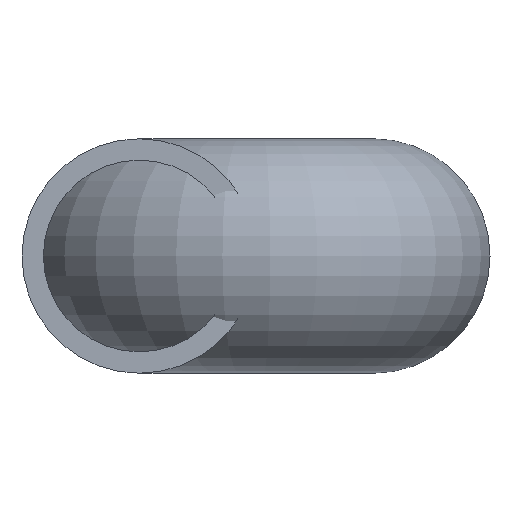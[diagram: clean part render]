
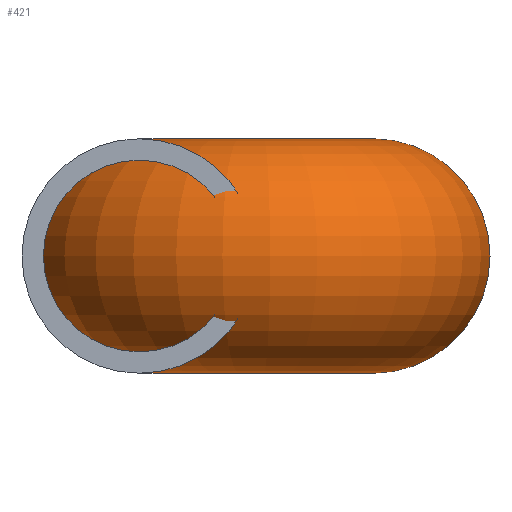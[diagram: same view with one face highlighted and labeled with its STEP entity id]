
A CAD part, front view. The second image highlights one B-rep face of the part: STEP entity #421.
In plain terms, the highlighted toroidal (fillet/blend) face has major radius 62.5 mm and minor radius 62.5 mm.
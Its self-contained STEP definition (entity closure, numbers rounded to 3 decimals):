
#2 = DIRECTION ( 'NONE',  ( 0., 0., 1. ) ) ;
#7 = TOROIDAL_SURFACE ( 'NONE', #10, 62.5, 62.5 ) ;
#8 = AXIS2_PLACEMENT_3D ( 'NONE', #280, #399, #105 ) ;
#10 = AXIS2_PLACEMENT_3D ( 'NONE', #343, #38, #179 ) ;
#19 = CIRCLE ( 'NONE', #8, 62.5 ) ;
#26 = EDGE_CURVE ( 'NONE', #231, #117, #244, .T. ) ;
#38 = DIRECTION ( 'NONE',  ( 0., 0., -1. ) ) ;
#39 = EDGE_CURVE ( 'NONE', #231, #92, #233, .T. ) ;
#62 = CARTESIAN_POINT ( 'NONE',  ( 18.306, 157.306, 0. ) ) ;
#88 = CARTESIAN_POINT ( 'NONE',  ( -25.888, 201.5, 0. ) ) ;
#92 = VERTEX_POINT ( 'NONE', #324 ) ;
#100 = EDGE_CURVE ( 'NONE', #117, #231, #196, .T. ) ;
#105 = DIRECTION ( 'NONE',  ( 0., 0., 1. ) ) ;
#117 = VERTEX_POINT ( 'NONE', #88 ) ;
#125 = ORIENTED_EDGE ( 'NONE', *, *, #26, .F. ) ;
#153 = CARTESIAN_POINT ( 'NONE',  ( 18.306, 157.306, 0. ) ) ;
#158 = ORIENTED_EDGE ( 'NONE', *, *, #100, .F. ) ;
#162 = CARTESIAN_POINT ( 'NONE',  ( 62.5, 113.112, 0. ) ) ;
#178 = DIRECTION ( 'NONE',  ( 0., 1., 0. ) ) ;
#179 = DIRECTION ( 'NONE',  ( -1., 0., 0. ) ) ;
#195 = AXIS2_PLACEMENT_3D ( 'NONE', #153, #295, #411 ) ;
#196 = CIRCLE ( 'NONE', #195, 62.5 ) ;
#203 = DIRECTION ( 'NONE',  ( 0.707, 0.707, 0. ) ) ;
#225 = AXIS2_PLACEMENT_3D ( 'NONE', #281, #178, #2 ) ;
#231 = VERTEX_POINT ( 'NONE', #162 ) ;
#233 = CIRCLE ( 'NONE', #225, 62.5 ) ;
#243 = AXIS2_PLACEMENT_3D ( 'NONE', #62, #203, #335 ) ;
#244 = CIRCLE ( 'NONE', #243, 62.5 ) ;
#263 = ORIENTED_EDGE ( 'NONE', *, *, #395, .T. ) ;
#280 = CARTESIAN_POINT ( 'NONE',  ( 0., 113.112, 0. ) ) ;
#281 = CARTESIAN_POINT ( 'NONE',  ( 0., 113.112, 0. ) ) ;
#295 = DIRECTION ( 'NONE',  ( 0.707, 0.707, 0. ) ) ;
#324 = CARTESIAN_POINT ( 'NONE',  ( -62.5, 113.112, 0. ) ) ;
#326 = EDGE_LOOP ( 'NONE', ( #125, #405, #263, #158 ) ) ;
#335 = DIRECTION ( 'NONE',  ( 0., 0., 1. ) ) ;
#343 = CARTESIAN_POINT ( 'NONE',  ( 62.5, 113.112, 0. ) ) ;
#370 = FACE_OUTER_BOUND ( 'NONE', #326, .T. ) ;
#395 = EDGE_CURVE ( 'NONE', #92, #231, #19, .T. ) ;
#399 = DIRECTION ( 'NONE',  ( 0., 1., 0. ) ) ;
#405 = ORIENTED_EDGE ( 'NONE', *, *, #39, .T. ) ;
#411 = DIRECTION ( 'NONE',  ( 0., 0., 1. ) ) ;
#421 = ADVANCED_FACE ( 'NONE', ( #370 ), #7, .T. ) ;
